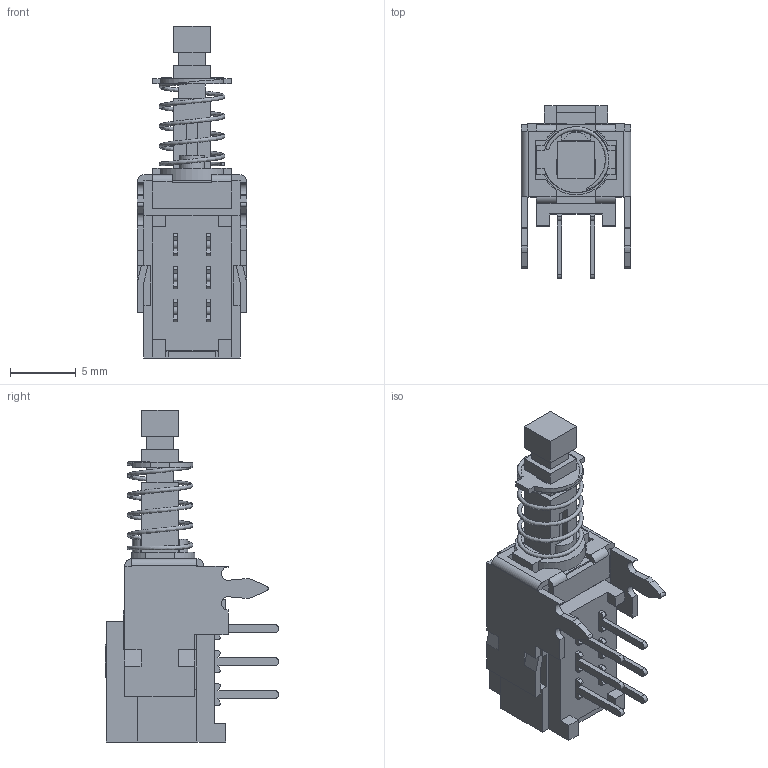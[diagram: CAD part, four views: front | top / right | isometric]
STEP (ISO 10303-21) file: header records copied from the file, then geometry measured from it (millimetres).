
FILE_DESCRIPTION(/* description */ (''),/* implementation_level */ '2;1');
FILE_NAME(/* name */ 'PBH2UxxKZXNAGV.stp',/* time_stamp */ '2025-05-28T09:15:58-05:00',/* author */ ('mroman'),/* organization */ (''),/* preprocessor_version */ 'ST-DEVELOPER v18.1',/* originating_system */ 'Autodesk Inventor 2022',/* authorisation */ '');
FILE_SCHEMA (('AUTOMOTIVE_DESIGN { 1 0 10303 214 3 1 1 }'));
Length unit declared in the file: centimetre
Products named in the file (1): PBH2UxxKZXNAGV
Bounding box: 8.3 x 13.15 x 25.2 mm (x, y, z)
Volume: 601.1 mm3; surface area: 1483.1 mm2
Topology: 1 solids, 1 shells, 411 faces, 1193 edges, 772 vertices
Faces by surface type: plane 353, cylinder 56, bspline 2
Entity records: 14849 total; most frequent: CARTESIAN_POINT 3913, ORIENTED_EDGE 2384, DIRECTION 2101, EDGE_CURVE 1192, LINE 1063, VECTOR 1063, VERTEX_POINT 772, AXIS2_PLACEMENT_3D 519
